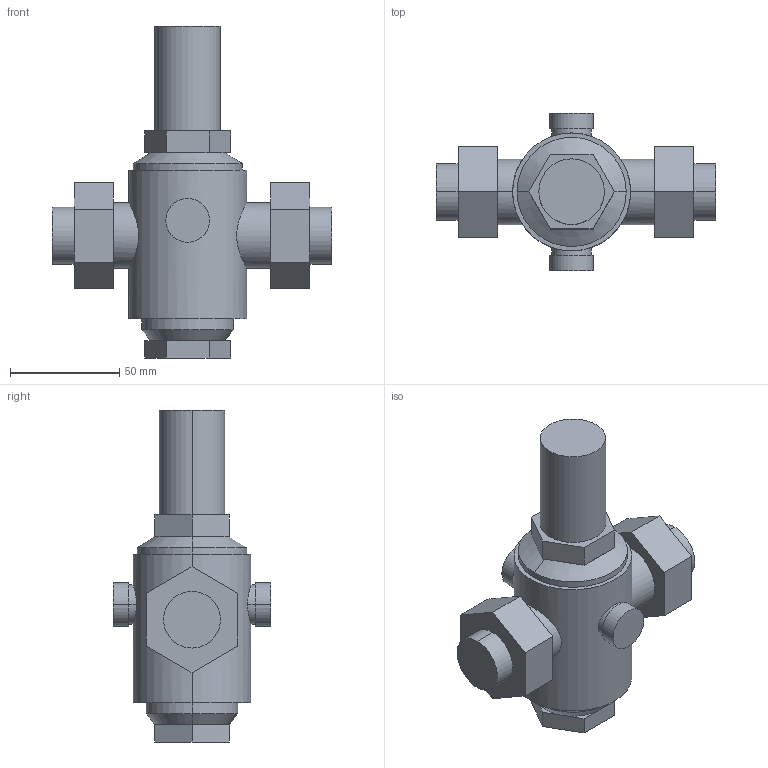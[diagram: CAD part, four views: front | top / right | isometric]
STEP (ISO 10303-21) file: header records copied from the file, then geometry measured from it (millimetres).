
FILE_DESCRIPTION(('no description'),'unknown implementation level');
FILE_NAME('D06FH-3_4B_3D.stp',' ',('pit-cup GmbH'),('ccLab - KiM Gmbh - www.kimweb.de'),'unknown preprocess','ACIS','unknown authorization');
FILE_SCHEMA(('automotive_design'));
Length unit declared in the file: millimetre
Products named in the file (1): 1
Bounding box: 128 x 72 x 152 mm (x, y, z)
Volume: 318688.9 mm3; surface area: 38372.1 mm2
Topology: 1 solids, 1 shells, 79 faces, 186 edges, 120 vertices
Faces by surface type: plane 51, cylinder 24, cone 4
Entity records: 5108 total; most frequent: CARTESIAN_POINT 1080, STYLED_ITEM 386, PRESENTATION_STYLE_ASSIGNMENT 386, DIRECTION 386, COLOUR_RGB 386, ORIENTED_EDGE 372, EDGE_CURVE 186, CURVE_STYLE 186
